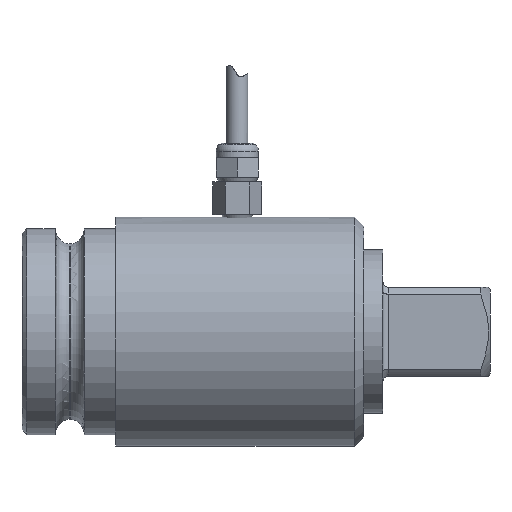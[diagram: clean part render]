
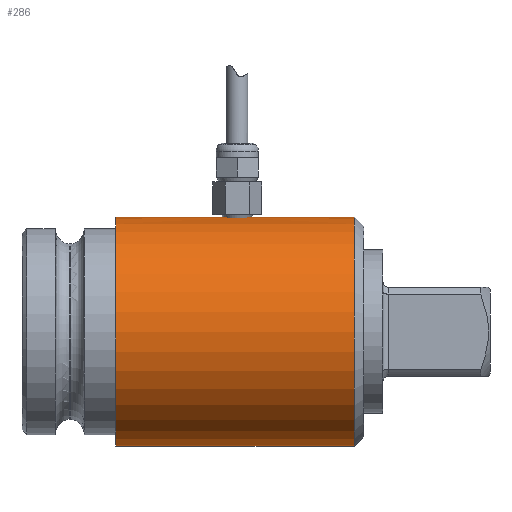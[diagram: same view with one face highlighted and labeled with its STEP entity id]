
A CAD part, front view. The second image highlights one B-rep face of the part: STEP entity #286.
In plain terms, the highlighted cylindrical face has radius 24.5 mm (diameter 49 mm), a full revolution.
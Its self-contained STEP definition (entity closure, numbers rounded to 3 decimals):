
#286 = ADVANCED_FACE( '', ( #623, #624, #625 ), #626, .T. );
#623 = FACE_OUTER_BOUND( '', #1065, .T. );
#624 = FACE_BOUND( '', #1066, .T. );
#625 = FACE_OUTER_BOUND( '', #1067, .T. );
#626 = CYLINDRICAL_SURFACE( '', #1068, 24.5 );
#1065 = EDGE_LOOP( '', ( #1713 ) );
#1066 = EDGE_LOOP( '', ( #1714 ) );
#1067 = EDGE_LOOP( '', ( #1715 ) );
#1068 = AXIS2_PLACEMENT_3D( '', #1716, #1717, #1718 );
#1713 = ORIENTED_EDGE( '', *, *, #2630, .T. );
#1714 = ORIENTED_EDGE( '', *, *, #2542, .T. );
#1715 = ORIENTED_EDGE( '', *, *, #2631, .T. );
#1716 = CARTESIAN_POINT( '', ( 53., 0., 0. ) );
#1717 = DIRECTION( '', ( 1., 0., 0. ) );
#1718 = DIRECTION( '', ( 0., 0., 1. ) );
#2542 = EDGE_CURVE( '', #2950, #2950, #2951, .T. );
#2630 = EDGE_CURVE( '', #3094, #3094, #3095, .F. );
#2631 = EDGE_CURVE( '', #3096, #3096, #3097, .T. );
#2950 = VERTEX_POINT( '', #3711 );
#2951 = B_SPLINE_CURVE_WITH_KNOTS( '', 3, ( #3712, #3713, #3714, #3715, #3716, #3717, #3718, #3719, #3720, #3721, #3722, #3723, #3724, #3725, #3726, #3727, #3728, #3729, #3730, #3731, #3732, #3733, #3734, #3735, #3736, #3737, #3738, #3739, #3740, #3741, #3742, #3743, #3744, #3745, #3746, #3747, #3748, #3749, #3750, #3751, #3752, #3753, #3754, #3755, #3756, #3757, #3758, #3759, #3760, #3761, #3762, #3763, #3764, #3765, #3766, #3767, #3768, #3769, #3770, #3771, #3772, #3773, #3774, #3775 ), .UNSPECIFIED., .T., .F., ( 2, 2, 2, 2, 2, 2, 2, 2, 2, 2, 2, 2, 2, 2, 2, 2, 2, 2, 2, 2, 2, 2, 2, 2, 2, 2, 2, 2, 2, 2, 2, 2, 2, 2 ), ( -0.001, 0., 0., 0.001, 0.001, 0.002, 0.002, 0.003, 0.003, 0.004, 0.004, 0.005, 0.005, 0.006, 0.006, 0.007, 0.007, 0.008, 0.008, 0.009, 0.009, 0.01, 0.01, 0.011, 0.011, 0.012, 0.012, 0.012, 0.013, 0.013, 0.014, 0.014, 0.015, 0.016 ), .UNSPECIFIED. );
#3094 = VERTEX_POINT( '', #4025 );
#3095 = CIRCLE( '', #4026, 24.5 );
#3096 = VERTEX_POINT( '', #4027 );
#3097 = CIRCLE( '', #4028, 24.5 );
#3711 = CARTESIAN_POINT( '', ( 28.459, 0., 24.5 ) );
#3712 = CARTESIAN_POINT( '', ( 28.459, 0.325, 24.5 ) );
#3713 = CARTESIAN_POINT( '', ( 28.459, -0.163, 24.5 ) );
#3714 = CARTESIAN_POINT( '', ( 28.443, -0.322, 24.498 ) );
#3715 = CARTESIAN_POINT( '', ( 28.38, -0.637, 24.492 ) );
#3716 = CARTESIAN_POINT( '', ( 28.333, -0.793, 24.488 ) );
#3717 = CARTESIAN_POINT( '', ( 28.209, -1.091, 24.476 ) );
#3718 = CARTESIAN_POINT( '', ( 28.134, -1.232, 24.469 ) );
#3719 = CARTESIAN_POINT( '', ( 27.955, -1.499, 24.454 ) );
#3720 = CARTESIAN_POINT( '', ( 27.852, -1.625, 24.446 ) );
#3721 = CARTESIAN_POINT( '', ( 27.625, -1.852, 24.43 ) );
#3722 = CARTESIAN_POINT( '', ( 27.501, -1.954, 24.422 ) );
#3723 = CARTESIAN_POINT( '', ( 27.233, -2.133, 24.407 ) );
#3724 = CARTESIAN_POINT( '', ( 27.09, -2.21, 24.4 ) );
#3725 = CARTESIAN_POINT( '', ( 26.794, -2.332, 24.389 ) );
#3726 = CARTESIAN_POINT( '', ( 26.639, -2.38, 24.384 ) );
#3727 = CARTESIAN_POINT( '', ( 26.321, -2.443, 24.378 ) );
#3728 = CARTESIAN_POINT( '', ( 26.162, -2.458, 24.376 ) );
#3729 = CARTESIAN_POINT( '', ( 25.841, -2.459, 24.376 ) );
#3730 = CARTESIAN_POINT( '', ( 25.678, -2.443, 24.378 ) );
#3731 = CARTESIAN_POINT( '', ( 25.363, -2.38, 24.384 ) );
#3732 = CARTESIAN_POINT( '', ( 25.209, -2.333, 24.389 ) );
#3733 = CARTESIAN_POINT( '', ( 24.911, -2.21, 24.4 ) );
#3734 = CARTESIAN_POINT( '', ( 24.768, -2.133, 24.407 ) );
#3735 = CARTESIAN_POINT( '', ( 24.501, -1.955, 24.422 ) );
#3736 = CARTESIAN_POINT( '', ( 24.377, -1.854, 24.43 ) );
#3737 = CARTESIAN_POINT( '', ( 24.148, -1.624, 24.446 ) );
#3738 = CARTESIAN_POINT( '', ( 24.046, -1.5, 24.454 ) );
#3739 = CARTESIAN_POINT( '', ( 23.868, -1.234, 24.469 ) );
#3740 = CARTESIAN_POINT( '', ( 23.791, -1.091, 24.476 ) );
#3741 = CARTESIAN_POINT( '', ( 23.667, -0.793, 24.488 ) );
#3742 = CARTESIAN_POINT( '', ( 23.621, -0.64, 24.492 ) );
#3743 = CARTESIAN_POINT( '', ( 23.558, -0.324, 24.498 ) );
#3744 = CARTESIAN_POINT( '', ( 23.542, -0.161, 24.5 ) );
#3745 = CARTESIAN_POINT( '', ( 23.541, 0.16, 24.5 ) );
#3746 = CARTESIAN_POINT( '', ( 23.557, 0.319, 24.498 ) );
#3747 = CARTESIAN_POINT( '', ( 23.62, 0.636, 24.492 ) );
#3748 = CARTESIAN_POINT( '', ( 23.667, 0.792, 24.488 ) );
#3749 = CARTESIAN_POINT( '', ( 23.789, 1.088, 24.476 ) );
#3750 = CARTESIAN_POINT( '', ( 23.866, 1.231, 24.469 ) );
#3751 = CARTESIAN_POINT( '', ( 24.045, 1.5, 24.454 ) );
#3752 = CARTESIAN_POINT( '', ( 24.147, 1.623, 24.446 ) );
#3753 = CARTESIAN_POINT( '', ( 24.373, 1.85, 24.43 ) );
#3754 = CARTESIAN_POINT( '', ( 24.499, 1.954, 24.422 ) );
#3755 = CARTESIAN_POINT( '', ( 24.766, 2.133, 24.407 ) );
#3756 = CARTESIAN_POINT( '', ( 24.908, 2.208, 24.4 ) );
#3757 = CARTESIAN_POINT( '', ( 25.205, 2.332, 24.389 ) );
#3758 = CARTESIAN_POINT( '', ( 25.361, 2.379, 24.384 ) );
#3759 = CARTESIAN_POINT( '', ( 25.676, 2.442, 24.378 ) );
#3760 = CARTESIAN_POINT( '', ( 25.835, 2.458, 24.376 ) );
#3761 = CARTESIAN_POINT( '', ( 26.16, 2.459, 24.376 ) );
#3762 = CARTESIAN_POINT( '', ( 26.32, 2.443, 24.378 ) );
#3763 = CARTESIAN_POINT( '', ( 26.635, 2.381, 24.384 ) );
#3764 = CARTESIAN_POINT( '', ( 26.791, 2.333, 24.389 ) );
#3765 = CARTESIAN_POINT( '', ( 27.089, 2.21, 24.4 ) );
#3766 = CARTESIAN_POINT( '', ( 27.23, 2.135, 24.407 ) );
#3767 = CARTESIAN_POINT( '', ( 27.497, 1.957, 24.422 ) );
#3768 = CARTESIAN_POINT( '', ( 27.624, 1.853, 24.43 ) );
#3769 = CARTESIAN_POINT( '', ( 27.85, 1.627, 24.446 ) );
#3770 = CARTESIAN_POINT( '', ( 27.952, 1.503, 24.454 ) );
#3771 = CARTESIAN_POINT( '', ( 28.132, 1.235, 24.469 ) );
#3772 = CARTESIAN_POINT( '', ( 28.209, 1.092, 24.476 ) );
#3773 = CARTESIAN_POINT( '', ( 28.393, 0.648, 24.493 ) );
#3774 = CARTESIAN_POINT( '', ( 28.459, 0.325, 24.5 ) );
#3775 = CARTESIAN_POINT( '', ( 28.459, -0.163, 24.5 ) );
#4025 = CARTESIAN_POINT( '', ( 51., 0., -24.5 ) );
#4026 = AXIS2_PLACEMENT_3D( '', #4979, #4980, #4981 );
#4027 = CARTESIAN_POINT( '', ( 0., 24.5, 0. ) );
#4028 = AXIS2_PLACEMENT_3D( '', #4982, #4983, #4984 );
#4979 = CARTESIAN_POINT( '', ( 51., 0., 0. ) );
#4980 = DIRECTION( '', ( 1., 0., 0. ) );
#4981 = DIRECTION( '', ( 0., 0., -1. ) );
#4982 = CARTESIAN_POINT( '', ( 0., 0., 0. ) );
#4983 = DIRECTION( '', ( 1., 0., 0. ) );
#4984 = DIRECTION( '', ( 0., 1., 0. ) );
